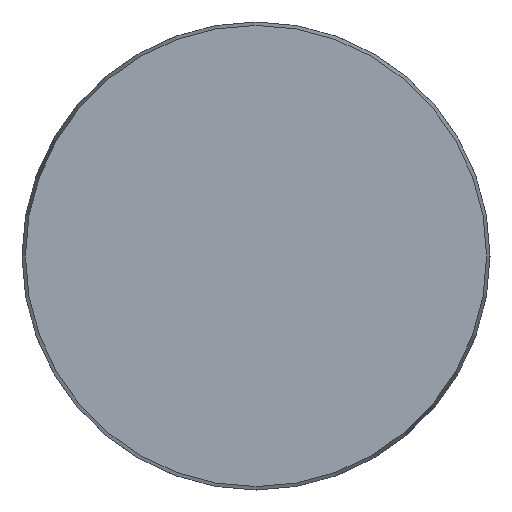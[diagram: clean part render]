
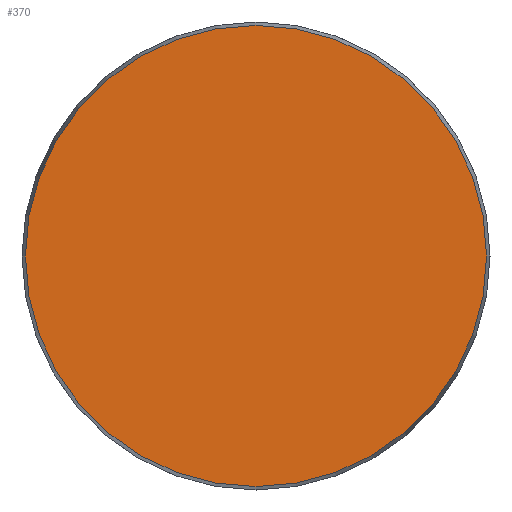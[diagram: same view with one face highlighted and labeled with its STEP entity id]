
A CAD part, front view. The second image highlights one B-rep face of the part: STEP entity #370.
In plain terms, the highlighted planar face has unit normal (0, -1, 0).
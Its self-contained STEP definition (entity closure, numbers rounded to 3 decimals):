
#12 = CARTESIAN_POINT ( 'NONE',  ( 0., 0., 0. ) ) ;
#38 = AXIS2_PLACEMENT_3D ( 'NONE', #178, #264, #55 ) ;
#55 = DIRECTION ( 'NONE',  ( 0., 0., 1. ) ) ;
#163 = CARTESIAN_POINT ( 'NONE',  ( 0., 0., -38.425 ) ) ;
#178 = CARTESIAN_POINT ( 'NONE',  ( -38.425, 0., 0. ) ) ;
#255 = FACE_OUTER_BOUND ( 'NONE', #496, .T. ) ;
#264 = DIRECTION ( 'NONE',  ( 0., 1., 0. ) ) ;
#281 = AXIS2_PLACEMENT_3D ( 'NONE', #12, #432, #431 ) ;
#293 = VERTEX_POINT ( 'NONE', #163 ) ;
#321 = EDGE_CURVE ( 'NONE', #293, #293, #352, .T. ) ;
#352 = CIRCLE ( 'NONE', #281, 38.425 ) ;
#370 = ADVANCED_FACE ( 'NONE', ( #255 ), #435, .F. ) ;
#431 = DIRECTION ( 'NONE',  ( 0., 0., -1. ) ) ;
#432 = DIRECTION ( 'NONE',  ( 0., -1., 0. ) ) ;
#435 = PLANE ( 'NONE',  #38 ) ;
#492 = ORIENTED_EDGE ( 'NONE', *, *, #321, .T. ) ;
#496 = EDGE_LOOP ( 'NONE', ( #492 ) ) ;
